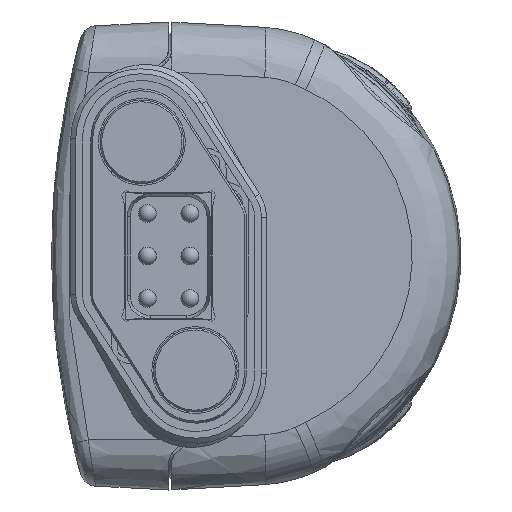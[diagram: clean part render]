
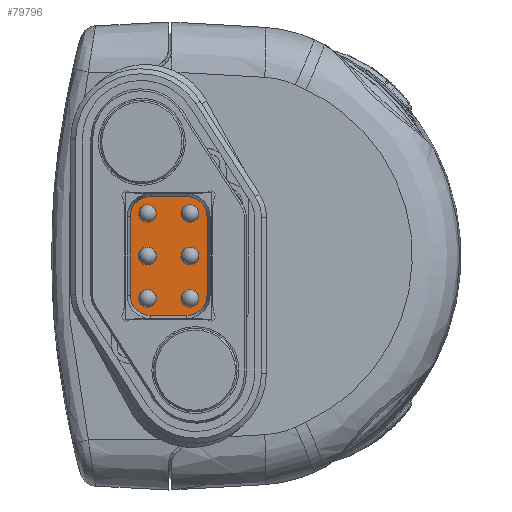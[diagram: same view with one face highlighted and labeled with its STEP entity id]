
A CAD part, left-side view. The second image highlights one B-rep face of the part: STEP entity #79796.
In plain terms, the highlighted face is planar.
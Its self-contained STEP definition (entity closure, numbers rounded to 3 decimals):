
#2367 = CARTESIAN_POINT ( 'NONE',  ( 3.8, 4., 2.55 ) ) ;
#5978 = CARTESIAN_POINT ( 'NONE',  ( 0., 4., 0. ) ) ;
#6538 = FACE_BOUND ( 'NONE', #114751, .T. ) ;
#9407 = VERTEX_POINT ( 'NONE', #43088 ) ;
#10066 = CARTESIAN_POINT ( 'NONE',  ( -2.54, 4., 1.27 ) ) ;
#12532 = DIRECTION ( 'NONE',  ( 0., 0., 1. ) ) ;
#13282 = DIRECTION ( 'NONE',  ( 0., 0., -1. ) ) ;
#13722 = AXIS2_PLACEMENT_3D ( 'NONE', #10066, #46359, #28512 ) ;
#14181 = CARTESIAN_POINT ( 'NONE',  ( -3.8, 4., 2.55 ) ) ;
#14738 = CARTESIAN_POINT ( 'NONE',  ( 0., 4., 1.27 ) ) ;
#14852 = FACE_BOUND ( 'NONE', #113879, .T. ) ;
#15314 = CIRCLE ( 'NONE', #17311, 0.535 ) ;
#16373 = VERTEX_POINT ( 'NONE', #61301 ) ;
#17192 = CARTESIAN_POINT ( 'NONE',  ( 2.54, 4., -1.805 ) ) ;
#17311 = AXIS2_PLACEMENT_3D ( 'NONE', #83277, #66226, #13282 ) ;
#20372 = FACE_BOUND ( 'NONE', #90952, .T. ) ;
#22236 = VERTEX_POINT ( 'NONE', #2367 ) ;
#22987 = CARTESIAN_POINT ( 'NONE',  ( -2.54, 4., 0.735 ) ) ;
#23695 = DIRECTION ( 'NONE',  ( 0., 0., -1. ) ) ;
#23944 = ORIENTED_EDGE ( 'NONE', *, *, #42689, .F. ) ;
#24829 = DIRECTION ( 'NONE',  ( 0., -1., 0. ) ) ;
#28512 = DIRECTION ( 'NONE',  ( 0., 0., -1. ) ) ;
#29224 = ORIENTED_EDGE ( 'NONE', *, *, #104611, .T. ) ;
#29933 = ORIENTED_EDGE ( 'NONE', *, *, #95673, .T. ) ;
#33242 = CARTESIAN_POINT ( 'NONE',  ( 3.8, 4., 2.55 ) ) ;
#36686 = VERTEX_POINT ( 'NONE', #112858 ) ;
#40089 = LINE ( 'NONE', #100406, #67766 ) ;
#40591 = DIRECTION ( 'NONE',  ( 0., 1., 0. ) ) ;
#40770 = LINE ( 'NONE', #106250, #90767 ) ;
#41097 = FACE_BOUND ( 'NONE', #97160, .T. ) ;
#41853 = DIRECTION ( 'NONE',  ( 0., 1., 0. ) ) ;
#42689 = EDGE_CURVE ( 'NONE', #89944, #89944, #15314, .T. ) ;
#43088 = CARTESIAN_POINT ( 'NONE',  ( 0., 4., -1.805 ) ) ;
#44516 = DIRECTION ( 'NONE',  ( 0., 1., 0. ) ) ;
#46359 = DIRECTION ( 'NONE',  ( 0., 1., 0. ) ) ;
#47136 = ORIENTED_EDGE ( 'NONE', *, *, #99793, .T. ) ;
#48237 = ORIENTED_EDGE ( 'NONE', *, *, #65941, .F. ) ;
#48435 = CARTESIAN_POINT ( 'NONE',  ( 0., 4., -1.27 ) ) ;
#49143 = DIRECTION ( 'NONE',  ( 0., 0., -1. ) ) ;
#49191 = CARTESIAN_POINT ( 'NONE',  ( 3.8, 4., -2.55 ) ) ;
#49559 = DIRECTION ( 'NONE',  ( 1., 0., 0. ) ) ;
#55230 = AXIS2_PLACEMENT_3D ( 'NONE', #61591, #44516, #69317 ) ;
#57721 = DIRECTION ( 'NONE',  ( 0., 0., -1. ) ) ;
#58427 = EDGE_LOOP ( 'NONE', ( #23944 ) ) ;
#59690 = CARTESIAN_POINT ( 'NONE',  ( -2.54, 4., -1.27 ) ) ;
#61301 = CARTESIAN_POINT ( 'NONE',  ( 0., 4., 0.735 ) ) ;
#61591 = CARTESIAN_POINT ( 'NONE',  ( 2.54, 4., -1.27 ) ) ;
#63318 = ORIENTED_EDGE ( 'NONE', *, *, #80088, .F. ) ;
#64054 = VECTOR ( 'NONE', #49559, 1000. ) ;
#64692 = ORIENTED_EDGE ( 'NONE', *, *, #66578, .F. ) ;
#65941 = EDGE_CURVE ( 'NONE', #102217, #102217, #86024, .T. ) ;
#66225 = VERTEX_POINT ( 'NONE', #22987 ) ;
#66226 = DIRECTION ( 'NONE',  ( 0., 1., 0. ) ) ;
#66578 = EDGE_CURVE ( 'NONE', #66225, #66225, #76216, .T. ) ;
#67140 = CARTESIAN_POINT ( 'NONE',  ( -2.54, 4., -1.805 ) ) ;
#67665 = VERTEX_POINT ( 'NONE', #17192 ) ;
#67766 = VECTOR ( 'NONE', #12532, 1000. ) ;
#69317 = DIRECTION ( 'NONE',  ( 0., 0., -1. ) ) ;
#69945 = AXIS2_PLACEMENT_3D ( 'NONE', #59690, #41853, #86434 ) ;
#70101 = CIRCLE ( 'NONE', #112965, 0.535 ) ;
#71144 = AXIS2_PLACEMENT_3D ( 'NONE', #14738, #40591, #49143 ) ;
#71906 = ORIENTED_EDGE ( 'NONE', *, *, #111060, .T. ) ;
#72104 = CARTESIAN_POINT ( 'NONE',  ( -3.8, 4., -2.55 ) ) ;
#73190 = VERTEX_POINT ( 'NONE', #72104 ) ;
#73363 = DIRECTION ( 'NONE',  ( -1., 0., 0. ) ) ;
#75311 = EDGE_CURVE ( 'NONE', #67665, #67665, #105482, .T. ) ;
#76216 = CIRCLE ( 'NONE', #13722, 0.535 ) ;
#77891 = PLANE ( 'NONE',  #101529 ) ;
#79796 = ADVANCED_FACE ( 'NONE', ( #82692, #20372, #41097, #6538, #85487, #14852, #104770 ), #77891, .F. ) ;
#80088 = EDGE_CURVE ( 'NONE', #16373, #16373, #87157, .T. ) ;
#82692 = FACE_OUTER_BOUND ( 'NONE', #101675, .T. ) ;
#83277 = CARTESIAN_POINT ( 'NONE',  ( 2.54, 4., 1.27 ) ) ;
#84072 = DIRECTION ( 'NONE',  ( 0., 1., 0. ) ) ;
#85487 = FACE_BOUND ( 'NONE', #105862, .T. ) ;
#86024 = CIRCLE ( 'NONE', #69945, 0.535 ) ;
#86434 = DIRECTION ( 'NONE',  ( 0., 0., -1. ) ) ;
#87157 = CIRCLE ( 'NONE', #71144, 0.535 ) ;
#88840 = ORIENTED_EDGE ( 'NONE', *, *, #106513, .F. ) ;
#89944 = VERTEX_POINT ( 'NONE', #94303 ) ;
#90767 = VECTOR ( 'NONE', #73363, 1000. ) ;
#90952 = EDGE_LOOP ( 'NONE', ( #48237 ) ) ;
#93802 = DIRECTION ( 'NONE',  ( 0., 0., -1. ) ) ;
#94303 = CARTESIAN_POINT ( 'NONE',  ( 2.54, 4., 0.735 ) ) ;
#95107 = VERTEX_POINT ( 'NONE', #14181 ) ;
#95673 = EDGE_CURVE ( 'NONE', #73190, #95107, #40089, .T. ) ;
#97160 = EDGE_LOOP ( 'NONE', ( #64692 ) ) ;
#99793 = EDGE_CURVE ( 'NONE', #36686, #73190, #40770, .T. ) ;
#100406 = CARTESIAN_POINT ( 'NONE',  ( -3.8, 4., -2.55 ) ) ;
#101529 = AXIS2_PLACEMENT_3D ( 'NONE', #5978, #24829, #23695 ) ;
#101675 = EDGE_LOOP ( 'NONE', ( #29224, #47136, #29933, #71906 ) ) ;
#102217 = VERTEX_POINT ( 'NONE', #67140 ) ;
#103654 = VECTOR ( 'NONE', #57721, 1000. ) ;
#104611 = EDGE_CURVE ( 'NONE', #22236, #36686, #111974, .T. ) ;
#104770 = FACE_BOUND ( 'NONE', #58427, .T. ) ;
#105482 = CIRCLE ( 'NONE', #55230, 0.535 ) ;
#105862 = EDGE_LOOP ( 'NONE', ( #63318 ) ) ;
#106250 = CARTESIAN_POINT ( 'NONE',  ( 3.8, 4., -2.55 ) ) ;
#106513 = EDGE_CURVE ( 'NONE', #9407, #9407, #70101, .T. ) ;
#109696 = LINE ( 'NONE', #33242, #64054 ) ;
#111060 = EDGE_CURVE ( 'NONE', #95107, #22236, #109696, .T. ) ;
#111974 = LINE ( 'NONE', #49191, #103654 ) ;
#112858 = CARTESIAN_POINT ( 'NONE',  ( 3.8, 4., -2.55 ) ) ;
#112965 = AXIS2_PLACEMENT_3D ( 'NONE', #48435, #84072, #93802 ) ;
#113879 = EDGE_LOOP ( 'NONE', ( #114717 ) ) ;
#114717 = ORIENTED_EDGE ( 'NONE', *, *, #75311, .F. ) ;
#114751 = EDGE_LOOP ( 'NONE', ( #88840 ) ) ;
